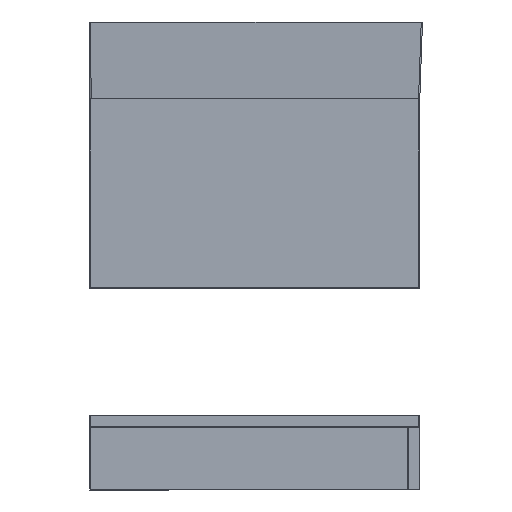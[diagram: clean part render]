
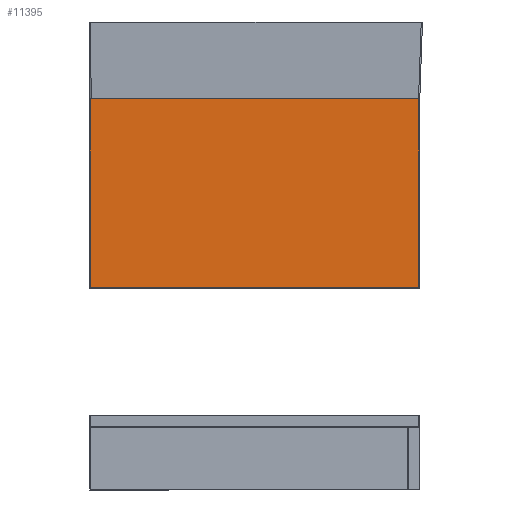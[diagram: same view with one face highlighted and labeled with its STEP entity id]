
A CAD part, left-side view. The second image highlights one B-rep face of the part: STEP entity #11395.
In plain terms, the highlighted planar face has unit normal (-1, 0, 0).
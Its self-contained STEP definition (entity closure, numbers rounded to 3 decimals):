
#978=PLANE('',#12369);
#1694=FACE_OUTER_BOUND('',#2415,.T.);
#2415=EDGE_LOOP('',(#10456,#10457,#10458,#10459));
#3408=LINE('',#45966,#4458);
#3412=LINE('',#45974,#4462);
#3415=LINE('',#45980,#4465);
#3418=LINE('',#45985,#4468);
#4458=VECTOR('',#15069,1.);
#4462=VECTOR('',#15075,1.);
#4465=VECTOR('',#15080,1.);
#4468=VECTOR('',#15085,1.);
#5735=VERTEX_POINT('',#45964);
#5736=VERTEX_POINT('',#45965);
#5739=VERTEX_POINT('',#45973);
#5741=VERTEX_POINT('',#45979);
#7310=EDGE_CURVE('',#5735,#5736,#3408,.T.);
#7314=EDGE_CURVE('',#5739,#5735,#3412,.T.);
#7317=EDGE_CURVE('',#5741,#5739,#3415,.T.);
#7320=EDGE_CURVE('',#5736,#5741,#3418,.T.);
#10456=ORIENTED_EDGE('',*,*,#7310,.T.);
#10457=ORIENTED_EDGE('',*,*,#7320,.T.);
#10458=ORIENTED_EDGE('',*,*,#7317,.T.);
#10459=ORIENTED_EDGE('',*,*,#7314,.T.);
#11395=ADVANCED_FACE('',(#1694),#978,.F.);
#12369=AXIS2_PLACEMENT_3D('',#45988,#15089,#15090);
#15069=DIRECTION('',(0.,1.,0.));
#15075=DIRECTION('',(0.,0.,1.));
#15080=DIRECTION('',(0.,-1.,0.));
#15085=DIRECTION('',(0.,0.,-1.));
#15089=DIRECTION('center_axis',(1.,0.,0.));
#15090=DIRECTION('ref_axis',(0.,0.,-1.));
#45964=CARTESIAN_POINT('',(-990.,-519.,299.));
#45965=CARTESIAN_POINT('',(-990.,-1.,299.));
#45966=CARTESIAN_POINT('',(-990.,-389.5,299.));
#45973=CARTESIAN_POINT('',(-990.,-519.,1.));
#45974=CARTESIAN_POINT('',(-990.,-519.,75.5));
#45979=CARTESIAN_POINT('',(-990.,-1.,1.));
#45980=CARTESIAN_POINT('',(-990.,-130.5,1.));
#45985=CARTESIAN_POINT('',(-990.,-1.,224.5));
#45988=CARTESIAN_POINT('Origin',(-990.,-260.,150.));
